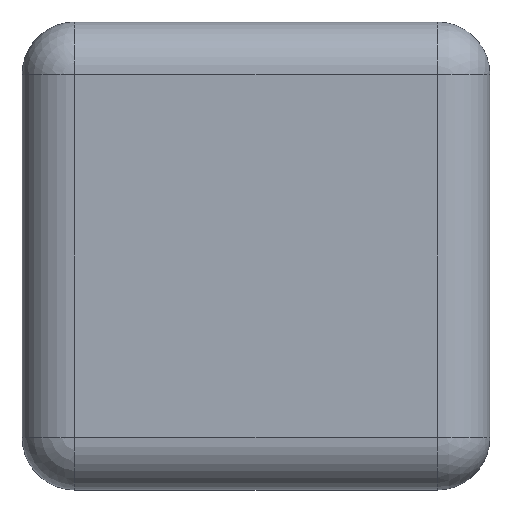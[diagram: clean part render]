
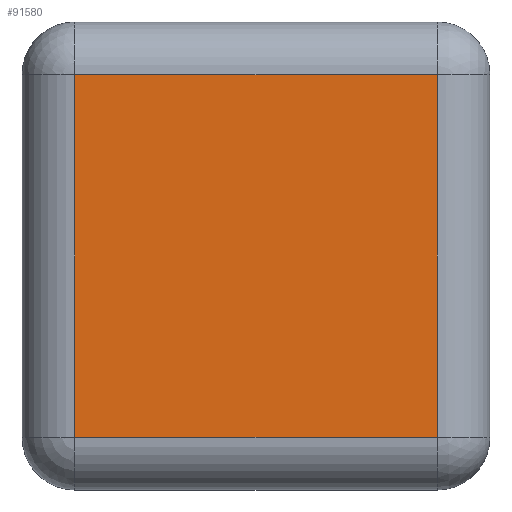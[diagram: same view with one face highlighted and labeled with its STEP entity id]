
A CAD part, front view. The second image highlights one B-rep face of the part: STEP entity #91580.
In plain terms, the highlighted planar face has unit normal (0, -1, 0).
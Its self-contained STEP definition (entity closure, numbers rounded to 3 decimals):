
#14746 = CARTESIAN_POINT ( 'NONE',  ( 276.101, -212.478, -276.233 ) ) ;
#15882 = LINE ( 'NONE', #51186, #24052 ) ;
#17364 = CARTESIAN_POINT ( 'NONE',  ( 276.101, -212.478, 276.233 ) ) ;
#18212 = VERTEX_POINT ( 'NONE', #144166 ) ;
#21023 = CARTESIAN_POINT ( 'NONE',  ( 0., -212.478, 0. ) ) ;
#24052 = VECTOR ( 'NONE', #29661, 1000. ) ;
#24537 = CARTESIAN_POINT ( 'NONE',  ( -276.101, -212.478, 276.233 ) ) ;
#25541 = ORIENTED_EDGE ( 'NONE', *, *, #34131, .T. ) ;
#29661 = DIRECTION ( 'NONE',  ( 0., 0., -1. ) ) ;
#34131 = EDGE_CURVE ( 'NONE', #66021, #115078, #84744, .T. ) ;
#48552 = DIRECTION ( 'NONE',  ( 0., 0., 1. ) ) ;
#49967 = ORIENTED_EDGE ( 'NONE', *, *, #73029, .T. ) ;
#51186 = CARTESIAN_POINT ( 'NONE',  ( -276.101, -212.478, 276.233 ) ) ;
#52198 = ORIENTED_EDGE ( 'NONE', *, *, #94623, .T. ) ;
#60842 = EDGE_CURVE ( 'NONE', #78829, #66021, #141494, .T. ) ;
#63405 = VECTOR ( 'NONE', #100623, 1000. ) ;
#66021 = VERTEX_POINT ( 'NONE', #17364 ) ;
#73029 = EDGE_CURVE ( 'NONE', #115078, #18212, #15882, .T. ) ;
#78829 = VERTEX_POINT ( 'NONE', #114517 ) ;
#84744 = LINE ( 'NONE', #130800, #105843 ) ;
#89271 = VECTOR ( 'NONE', #48552, 1000. ) ;
#91580 = ADVANCED_FACE ( 'NONE', ( #137002 ), #125500, .T. ) ;
#94623 = EDGE_CURVE ( 'NONE', #18212, #78829, #112120, .T. ) ;
#100623 = DIRECTION ( 'NONE',  ( 1., 0., 0. ) ) ;
#100924 = DIRECTION ( 'NONE',  ( 0., -1., 0. ) ) ;
#105843 = VECTOR ( 'NONE', #109995, 1000. ) ;
#109995 = DIRECTION ( 'NONE',  ( -1., 0., 0. ) ) ;
#110609 = CARTESIAN_POINT ( 'NONE',  ( -276.101, -212.478, -276.233 ) ) ;
#112120 = LINE ( 'NONE', #110609, #63405 ) ;
#114517 = CARTESIAN_POINT ( 'NONE',  ( 276.101, -212.478, -276.233 ) ) ;
#115078 = VERTEX_POINT ( 'NONE', #24537 ) ;
#124687 = AXIS2_PLACEMENT_3D ( 'NONE', #21023, #100924, #148549 ) ;
#125500 = PLANE ( 'NONE',  #124687 ) ;
#130800 = CARTESIAN_POINT ( 'NONE',  ( 276.101, -212.478, 276.233 ) ) ;
#135733 = EDGE_LOOP ( 'NONE', ( #52198, #148750, #25541, #49967 ) ) ;
#137002 = FACE_OUTER_BOUND ( 'NONE', #135733, .T. ) ;
#141494 = LINE ( 'NONE', #14746, #89271 ) ;
#144166 = CARTESIAN_POINT ( 'NONE',  ( -276.101, -212.478, -276.233 ) ) ;
#148549 = DIRECTION ( 'NONE',  ( 0., 0., -1. ) ) ;
#148750 = ORIENTED_EDGE ( 'NONE', *, *, #60842, .T. ) ;
